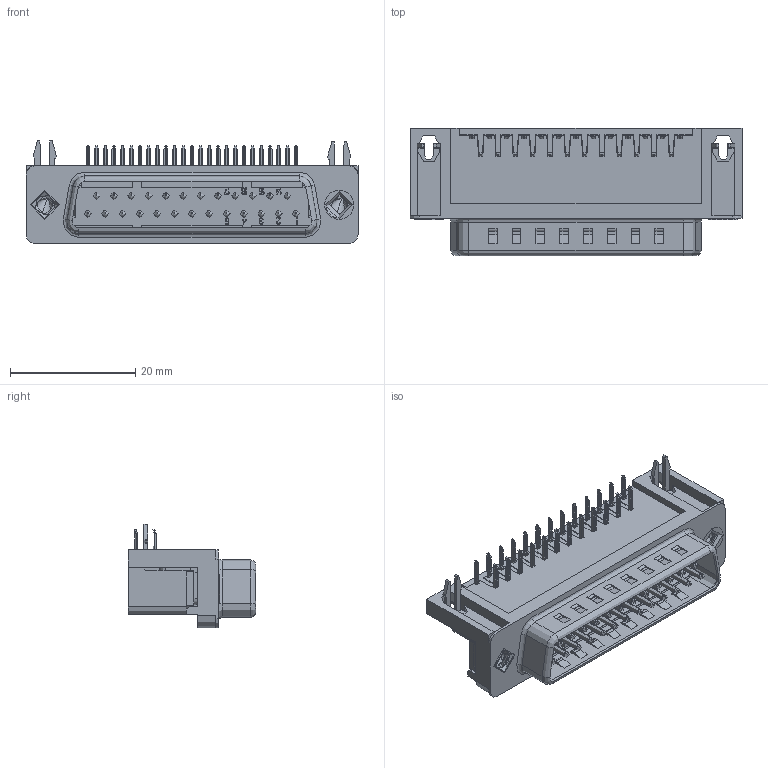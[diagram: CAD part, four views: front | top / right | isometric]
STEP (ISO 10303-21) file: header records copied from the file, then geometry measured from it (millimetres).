
FILE_DESCRIPTION(/* description */ (''),/* implementation_level */ '2;1');
FILE_NAME(/* name */ '107-25-1-1-20.stp',/* time_stamp */ '2023-09-18T08:40:12+02:00',/* author */ ('Andreas.Larin'),/* organization */ (''),/* preprocessor_version */ 'ST-DEVELOPER v15.6',/* originating_system */ 'Autodesk Inventor 2015',/* authorisation */ '');
FILE_SCHEMA (('AUTOMOTIVE_DESIGN { 1 0 10303 214 3 1 1 }'));
Products named in the file (1): 107-25-1-1-20
Bounding box: 53.04 x 20.4 x 16.59 mm (x, y, z)
Volume: 5562.9 mm3; surface area: 11814.6 mm2
Topology: 1 solids, 3 shells, 3179 faces, 9006 edges, 5653 vertices
Faces by surface type: plane 2170, cylinder 547, bspline 388, sphere 50, torus 22, cone 2
Full cylindrical faces by diameter (mm): 1.07 x25, 1.9 x25, 3.15 x2, 3.85 x2, 3.95 x2, 4 x2, 4.05 x1, 4.65 x2, 5.1 x2
Entity records: 129017 total; most frequent: CARTESIAN_POINT 49644, ORIENTED_EDGE 17506, DIRECTION 15040, EDGE_CURVE 8753, LINE 6312, VECTOR 6312, VERTEX_POINT 5521, AXIS2_PLACEMENT_3D 4364
